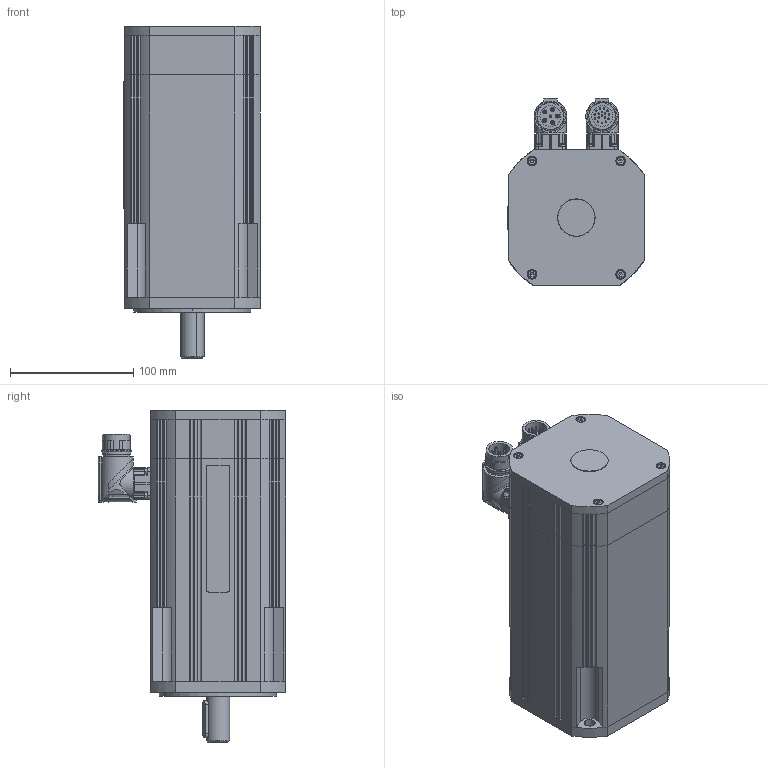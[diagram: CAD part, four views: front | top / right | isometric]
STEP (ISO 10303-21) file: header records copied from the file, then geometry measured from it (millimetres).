
FILE_DESCRIPTION((''),'2;1');
FILE_NAME('FP-1111 + Encoder Heidenhain ERN 1100.stp','2012-02-06T10:50:07',('jlopez'),(''),'Autodesk Inventor 9','Autodesk Inventor 9','');
FILE_SCHEMA(('AUTOMOTIVE_DESIGN { 1 0 10303 214 1 1 1 1 }'));
Length unit declared in the file: millimetre
Products named in the file (1): Pieza1
Bounding box: 110.5 x 152.15 x 269.4 mm (x, y, z)
Volume: 2618202.6 mm3; surface area: 158193.6 mm2
Topology: 1 solids, 21 shells, 1407 faces, 3621 edges, 2175 vertices
Faces by surface type: cylinder 640, plane 449, cone 138, bspline 86, torus 48, sphere 46
Entity records: 43498 total; most frequent: CARTESIAN_POINT 9353, DIRECTION 7581, ORIENTED_EDGE 6998, EDGE_CURVE 3499, AXIS2_PLACEMENT_3D 2989, VERTEX_POINT 2175, VECTOR 1603, LINE 1603
